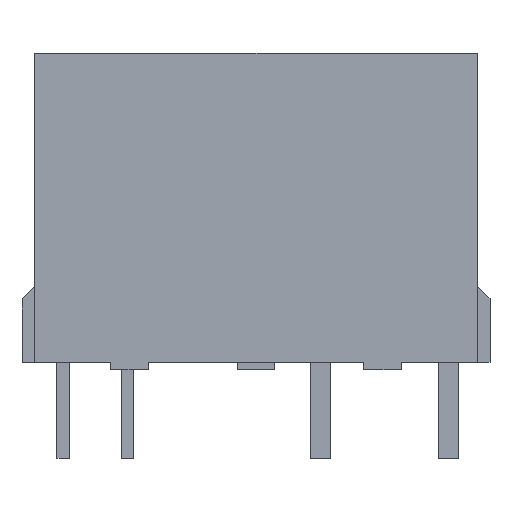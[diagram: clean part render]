
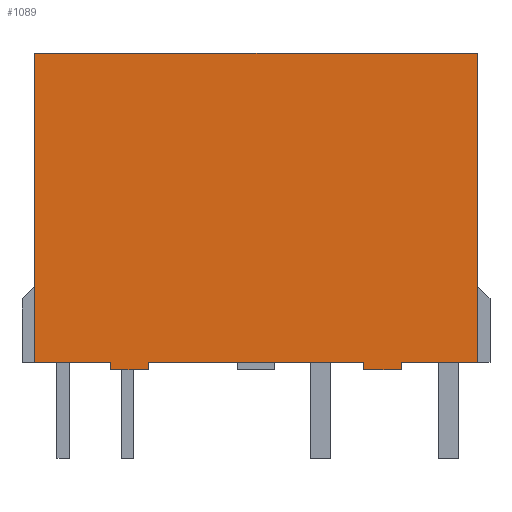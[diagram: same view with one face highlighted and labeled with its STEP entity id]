
A CAD part, top view. The second image highlights one B-rep face of the part: STEP entity #1089.
In plain terms, the highlighted planar face has unit normal (0, 0, 1).
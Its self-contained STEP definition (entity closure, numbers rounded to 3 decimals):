
#2 = ORIENTED_EDGE ( 'NONE', *, *, #595, .T. ) ;
#6 = EDGE_CURVE ( 'NONE', #26, #596, #614, .T. ) ;
#10 = ORIENTED_EDGE ( 'NONE', *, *, #257, .T. ) ;
#11 = ORIENTED_EDGE ( 'NONE', *, *, #48, .T. ) ;
#26 = VERTEX_POINT ( 'NONE', #660 ) ;
#48 = EDGE_CURVE ( 'NONE', #26, #54, #727, .T. ) ;
#50 = EDGE_CURVE ( 'NONE', #1002, #1611, #738, .T. ) ;
#54 = VERTEX_POINT ( 'NONE', #757 ) ;
#64 = ORIENTED_EDGE ( 'NONE', *, *, #431, .F. ) ;
#79 = ORIENTED_EDGE ( 'NONE', *, *, #568, .F. ) ;
#83 = ORIENTED_EDGE ( 'NONE', *, *, #6, .F. ) ;
#113 = ORIENTED_EDGE ( 'NONE', *, *, #679, .T. ) ;
#119 = VERTEX_POINT ( 'NONE', #997 ) ;
#187 = VERTEX_POINT ( 'NONE', #1348 ) ;
#198 = VERTEX_POINT ( 'NONE', #1444 ) ;
#219 = ORIENTED_EDGE ( 'NONE', *, *, #50, .F. ) ;
#242 = EDGE_CURVE ( 'NONE', #54, #119, #1676, .T. ) ;
#252 = ORIENTED_EDGE ( 'NONE', *, *, #579, .T. ) ;
#257 = EDGE_CURVE ( 'NONE', #119, #1611, #1716, .T. ) ;
#265 = ORIENTED_EDGE ( 'NONE', *, *, #242, .T. ) ;
#314 = VERTEX_POINT ( 'NONE', #775 ) ;
#344 = ORIENTED_EDGE ( 'NONE', *, *, #1866, .T. ) ;
#380 = EDGE_CURVE ( 'NONE', #503, #902, #1106, .T. ) ;
#431 = EDGE_CURVE ( 'NONE', #198, #902, #1334, .T. ) ;
#486 = VERTEX_POINT ( 'NONE', #1551 ) ;
#503 = VERTEX_POINT ( 'NONE', #1617 ) ;
#525 = EDGE_LOOP ( 'NONE', ( #1295, #64, #2, #344, #252, #83, #11, #265, #10, #219, #79, #113 ) ) ;
#568 = EDGE_CURVE ( 'NONE', #486, #1002, #686, .T. ) ;
#579 = EDGE_CURVE ( 'NONE', #187, #596, #767, .T. ) ;
#595 = EDGE_CURVE ( 'NONE', #198, #314, #897, .T. ) ;
#596 = VERTEX_POINT ( 'NONE', #901 ) ;
#614 = LINE ( 'NONE', #615, #616 ) ;
#615 = CARTESIAN_POINT ( 'NONE',  ( 11.87, -1.552, 0.71 ) ) ;
#616 = VECTOR ( 'NONE', #617, 1000. ) ;
#617 = DIRECTION ( 'NONE',  ( 0., 1., 0. ) ) ;
#660 = CARTESIAN_POINT ( 'NONE',  ( 11.87, 0., 0.71 ) ) ;
#679 = EDGE_CURVE ( 'NONE', #486, #503, #967, .T. ) ;
#686 = LINE ( 'NONE', #687, #688 ) ;
#687 = CARTESIAN_POINT ( 'NONE',  ( -1.13, 12.5, 0.71 ) ) ;
#688 = VECTOR ( 'NONE', #689, 1000. ) ;
#689 = DIRECTION ( 'NONE',  ( 1., 0., 0. ) ) ;
#727 = LINE ( 'NONE', #728, #732 ) ;
#728 = CARTESIAN_POINT ( 'NONE',  ( 11.87, 0., 0.71 ) ) ;
#732 = VECTOR ( 'NONE', #733, 1000. ) ;
#733 = DIRECTION ( 'NONE',  ( 1., 0., 0. ) ) ;
#738 = LINE ( 'NONE', #739, #740 ) ;
#739 = CARTESIAN_POINT ( 'NONE',  ( 16.37, 12.5, 0.71 ) ) ;
#740 = VECTOR ( 'NONE', #741, 1000. ) ;
#741 = DIRECTION ( 'NONE',  ( 0., -1., 0. ) ) ;
#757 = CARTESIAN_POINT ( 'NONE',  ( 13.37, 0., 0.71 ) ) ;
#767 = LINE ( 'NONE', #768, #769 ) ;
#768 = CARTESIAN_POINT ( 'NONE',  ( -1.13, 0.3, 0.71 ) ) ;
#769 = VECTOR ( 'NONE', #770, 1000. ) ;
#770 = DIRECTION ( 'NONE',  ( 1., 0., 0. ) ) ;
#775 = CARTESIAN_POINT ( 'NONE',  ( 3.37, 0., 0.71 ) ) ;
#897 = LINE ( 'NONE', #898, #899 ) ;
#898 = CARTESIAN_POINT ( 'NONE',  ( 1.87, 0., 0.71 ) ) ;
#899 = VECTOR ( 'NONE', #900, 1000. ) ;
#900 = DIRECTION ( 'NONE',  ( 1., 0., 0. ) ) ;
#901 = CARTESIAN_POINT ( 'NONE',  ( 11.87, 0.3, 0.71 ) ) ;
#902 = VERTEX_POINT ( 'NONE', #1137 ) ;
#967 = LINE ( 'NONE', #968, #970 ) ;
#968 = CARTESIAN_POINT ( 'NONE',  ( -1.13, 12.5, 0.71 ) ) ;
#970 = VECTOR ( 'NONE', #971, 1000. ) ;
#971 = DIRECTION ( 'NONE',  ( 0., -1., 0. ) ) ;
#997 = CARTESIAN_POINT ( 'NONE',  ( 13.37, 0.3, 0.71 ) ) ;
#1002 = VERTEX_POINT ( 'NONE', #1180 ) ;
#1089 = ADVANCED_FACE ( 'NONE', ( #1203 ), #1204, .F. ) ;
#1106 = LINE ( 'NONE', #1107, #1109 ) ;
#1107 = CARTESIAN_POINT ( 'NONE',  ( -1.13, 0.3, 0.71 ) ) ;
#1109 = VECTOR ( 'NONE', #1110, 1000. ) ;
#1110 = DIRECTION ( 'NONE',  ( 1., 0., 0. ) ) ;
#1137 = CARTESIAN_POINT ( 'NONE',  ( 1.87, 0.3, 0.71 ) ) ;
#1180 = CARTESIAN_POINT ( 'NONE',  ( 16.37, 12.5, 0.71 ) ) ;
#1203 = FACE_OUTER_BOUND ( 'NONE', #525, .T. ) ;
#1204 = PLANE ( 'NONE',  #1205 ) ;
#1205 = AXIS2_PLACEMENT_3D ( 'NONE', #1206, #1207, #1208 ) ;
#1206 = CARTESIAN_POINT ( 'NONE',  ( -1.13, 12.5, 0.71 ) ) ;
#1207 = DIRECTION ( 'NONE',  ( 0., 0., -1. ) ) ;
#1208 = DIRECTION ( 'NONE',  ( -1., 0., 0. ) ) ;
#1295 = ORIENTED_EDGE ( 'NONE', *, *, #380, .T. ) ;
#1334 = LINE ( 'NONE', #1335, #1336 ) ;
#1335 = CARTESIAN_POINT ( 'NONE',  ( 1.87, -1.552, 0.71 ) ) ;
#1336 = VECTOR ( 'NONE', #1337, 1000. ) ;
#1337 = DIRECTION ( 'NONE',  ( 0., 1., 0. ) ) ;
#1348 = CARTESIAN_POINT ( 'NONE',  ( 3.37, 0.3, 0.71 ) ) ;
#1444 = CARTESIAN_POINT ( 'NONE',  ( 1.87, 0., 0.71 ) ) ;
#1464 = CARTESIAN_POINT ( 'NONE',  ( 16.37, 0.3, 0.71 ) ) ;
#1551 = CARTESIAN_POINT ( 'NONE',  ( -1.13, 12.5, 0.71 ) ) ;
#1601 = LINE ( 'NONE', #1602, #1603 ) ;
#1602 = CARTESIAN_POINT ( 'NONE',  ( 3.37, -1.552, 0.71 ) ) ;
#1603 = VECTOR ( 'NONE', #1604, 1000. ) ;
#1604 = DIRECTION ( 'NONE',  ( 0., 1., 0. ) ) ;
#1611 = VERTEX_POINT ( 'NONE', #1464 ) ;
#1617 = CARTESIAN_POINT ( 'NONE',  ( -1.13, 0.3, 0.71 ) ) ;
#1676 = LINE ( 'NONE', #1677, #1678 ) ;
#1677 = CARTESIAN_POINT ( 'NONE',  ( 13.37, -1.552, 0.71 ) ) ;
#1678 = VECTOR ( 'NONE', #1679, 1000. ) ;
#1679 = DIRECTION ( 'NONE',  ( 0., 1., 0. ) ) ;
#1716 = LINE ( 'NONE', #1717, #1718 ) ;
#1717 = CARTESIAN_POINT ( 'NONE',  ( -1.13, 0.3, 0.71 ) ) ;
#1718 = VECTOR ( 'NONE', #1719, 1000. ) ;
#1719 = DIRECTION ( 'NONE',  ( 1., 0., 0. ) ) ;
#1866 = EDGE_CURVE ( 'NONE', #314, #187, #1601, .T. ) ;
